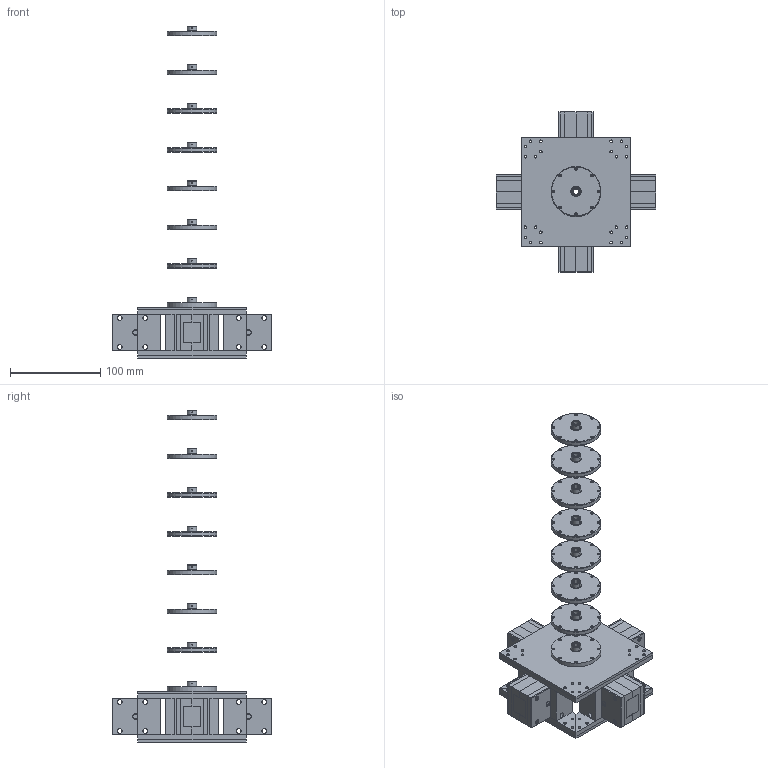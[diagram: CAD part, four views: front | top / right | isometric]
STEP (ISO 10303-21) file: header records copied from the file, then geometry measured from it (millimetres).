
FILE_DESCRIPTION(/* description */ (''),/* implementation_level */ '2;1');
FILE_NAME(/* name */ 'FULL.step',/* time_stamp */ '2023-01-31T13:25:19-08:00',/* author */ (''),/* organization */ (''),/* preprocessor_version */ 'ST-DEVELOPER v19.2',/* originating_system */ 'Autodesk Translation Framework v11.17.0.187',/* authorisation */ '');
FILE_SCHEMA (('AUTOMOTIVE_DESIGN { 1 0 10303 214 3 1 1 }'));
Length unit declared in the file: millimetre
Products named in the file (29): base_10/20/22; arm_parts; Body1 (1) (2); Body1 (1) (4); Body1 (1); Body1 (1) (6); Body1 (1) (7); Body1 (1) (3); Body1 (1) (1); Body1 (1) (5); base; Component31; Component32; Component33; Component34; Component35; Component36; MotorBox; motor; NMotor2_H-3_v; NMotor2_S-1_v(Mirror); NMotor2_H-1_v; NMotor2_S-2_v; NMotor2_S-1_v; NMotor2_H-2_v; NMotor2_H-1_v(Mirror); NMotor2_H-3_v(Mirror); NMotor2_H-2_v(Mirror); NMotor2_S-2_v(Mirror)
Assembly tree (31 placements, depth 3):
  base_10/20/22
    arm_parts
      Body1 (1) (2)
      Body1 (1) (4)
      Body1 (1)
      Body1 (1) (6)
      Body1 (1) (7)
      Body1 (1) (3)
      Body1 (1) (1)
      Body1 (1) (5)
    MotorBox  x4
      motor
      NMotor2_H-3_v
      NMotor2_S-1_v(Mirror)
      NMotor2_H-1_v
      NMotor2_S-2_v
      NMotor2_S-1_v
      NMotor2_H-2_v
      NMotor2_H-1_v(Mirror)
      NMotor2_H-3_v(Mirror)
      NMotor2_H-2_v(Mirror)
      NMotor2_S-2_v(Mirror)
    base
      Component31
      Component32
      Component33
      Component34
      Component35
      Component36
Bounding box: 177 x 177 x 367.36 mm (x, y, z)
Volume: 627923.8 mm3; surface area: 352676.3 mm2
Topology: 58 solids, 58 shells, 1199 faces, 3219 edges, 2160 vertices
Faces by surface type: cylinder 537, plane 488, torus 174
Full cylindrical faces by diameter (mm): 0.8 x32, 1 x16, 2 x64, 3 x124, 4 x4, 4.6 x8, 5.4 x112, 6 x8, 6.2 x8, 6.5 x8, 7.5 x1, 8.1 x8, 10.5 x8, 15 x8, 30 x16, 31 x8, 55 x8
Entity records: 27982 total; most frequent: CARTESIAN_POINT 6528, DIRECTION 4513, ORIENTED_EDGE 4074, EDGE_CURVE 2037, AXIS2_PLACEMENT_3D 1865, VERTEX_POINT 1368, EDGE_LOOP 1285, CIRCLE 1086
